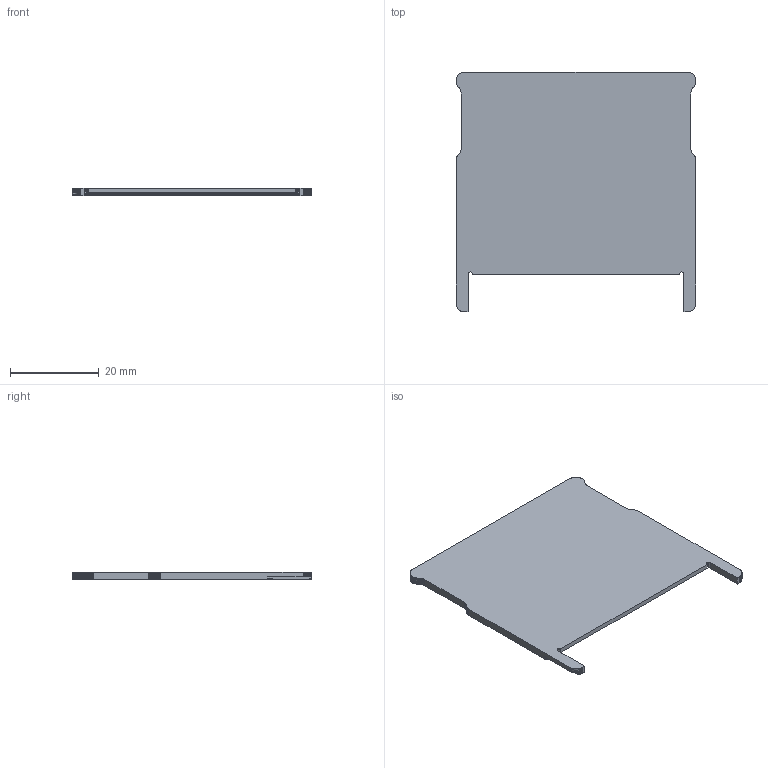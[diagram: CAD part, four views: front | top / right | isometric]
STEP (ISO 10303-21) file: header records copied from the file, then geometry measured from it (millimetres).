
FILE_DESCRIPTION(('FreeCAD Model'),'2;1');
FILE_NAME('Open CASCADE Shape Model','2024-10-04T13:11:31',(''),(''), 'Open CASCADE STEP processor 7.6','FreeCAD','Unknown');
FILE_SCHEMA(('AP242_MANAGED_MODEL_BASED_3D_ENGINEERING_MIM_LF. {1 0 10303 442 1 1 4 }'));
Length unit declared in the file: millimetre
Products named in the file (1): kicad_WP_2_IC_Card_Cover_ROM002
Bounding box: 54 x 54 x 1.71 mm (x, y, z)
Surface area: 5388.2 mm2 (no closed solid volume)
Topology: 0 solids, 1 shells, 414 faces, 895 edges, 484 vertices
Faces by surface type: plane 414
Entity records: 10577 total; most frequent: CARTESIAN_POINT 1794, ORIENTED_EDGE 1790, DIRECTION 1725, EDGE_CURVE 895, LINE 895, VECTOR 895, VERTEX_POINT 484, AXIS2_PLACEMENT_3D 415
